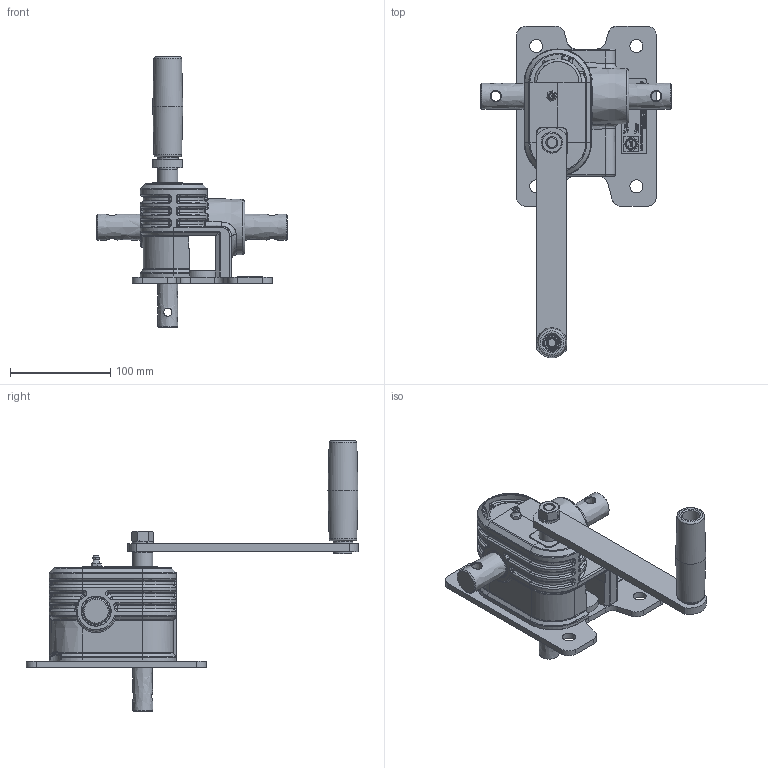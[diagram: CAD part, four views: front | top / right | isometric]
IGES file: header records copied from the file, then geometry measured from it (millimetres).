
Global section: file name: 51355_1212_00; native system: Autodesk Inventor 2022; preprocessor: unknown; author: Nesvadba; date: 20240219.120914; units: millimetre
Bounding box: 190 x 331.5 x 270 mm (x, y, z)
Volume: 356719.1 mm3; surface area: 227001 mm2
Topology: 23 solids, 23 shells, 2561 faces, 16241 edges, 14660 vertices
Faces by surface type: bspline 2166, revolution 395
